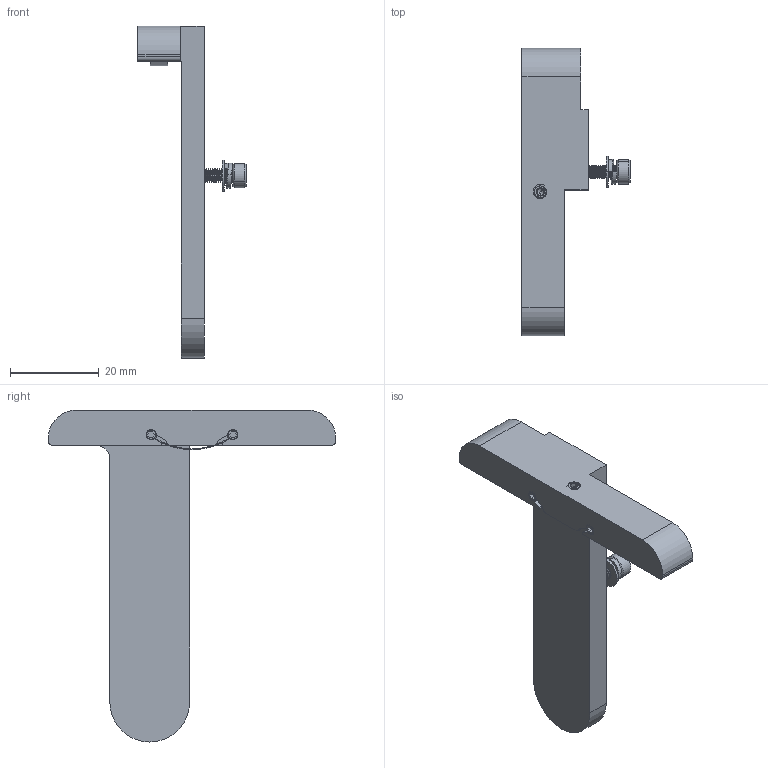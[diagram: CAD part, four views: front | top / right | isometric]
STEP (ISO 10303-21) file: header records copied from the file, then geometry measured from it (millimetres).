
FILE_DESCRIPTION(('FreeCAD Model'),'2;1');
FILE_NAME('Open CASCADE Shape Model','2023-03-22T10:43:03',('Author'),( ''),'Open CASCADE STEP processor 7.6','FreeCAD','Unknown');
FILE_SCHEMA(('AUTOMOTIVE_DESIGN { 1 0 10303 214 1 1 1 1 }'));
Length unit declared in the file: millimetre
Products named in the file (9): LinkGroup001; Solid001; Solid003; Solid005; Solid007; Solid009; Solid010; Solid011; Solid012
Assembly tree (8 placements, depth 2):
  LinkGroup001
    Solid001
    Solid003
    Solid005
    Solid007
    Solid009
    Solid010
    Solid011
    Solid012
Bounding box: 24.44 x 65 x 75 mm (x, y, z)
Volume: 12107.5 mm3; surface area: 6631.4 mm2
Topology: 8 solids, 8 shells, 253 faces, 642 edges, 404 vertices
Faces by surface type: cylinder 131, plane 66, cone 49, bspline 7
Entity records: 25026 total; most frequent: CARTESIAN_POINT 12951, DIRECTION 2018, ORIENTED_EDGE 1268, PCURVE 1268, DEFINITIONAL_REPRESENTATION 1268, LINE 1187, VECTOR 1187, EDGE_CURVE 634
